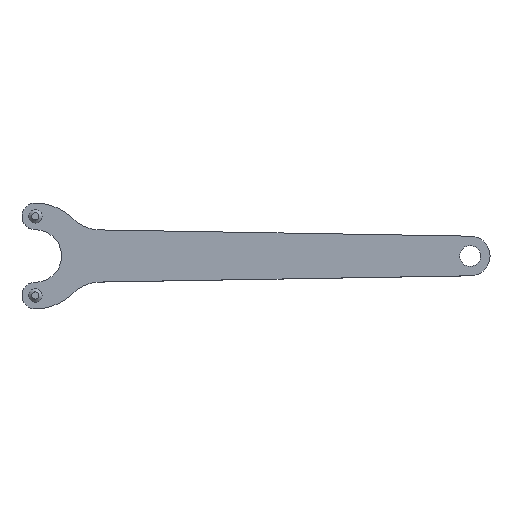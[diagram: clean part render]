
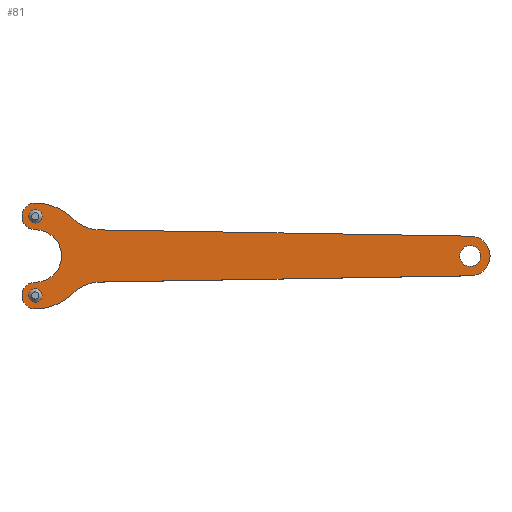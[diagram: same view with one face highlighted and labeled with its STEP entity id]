
A CAD part, top view. The second image highlights one B-rep face of the part: STEP entity #81.
In plain terms, the highlighted planar face has unit normal (0, 0, 1).
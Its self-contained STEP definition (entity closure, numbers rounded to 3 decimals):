
#81 = ADVANCED_FACE( '', ( #173, #174, #175, #176 ), #177, .T. );
#173 = FACE_BOUND( '', #280, .T. );
#174 = FACE_BOUND( '', #281, .T. );
#175 = FACE_BOUND( '', #282, .T. );
#176 = FACE_OUTER_BOUND( '', #283, .T. );
#177 = PLANE( '', #284 );
#280 = EDGE_LOOP( '', ( #417 ) );
#281 = EDGE_LOOP( '', ( #418 ) );
#282 = EDGE_LOOP( '', ( #419 ) );
#283 = EDGE_LOOP( '', ( #420, #421, #422, #423, #424, #425, #426, #427, #428, #429 ) );
#284 = AXIS2_PLACEMENT_3D( '', #430, #431, #432 );
#417 = ORIENTED_EDGE( '', *, *, #564, .F. );
#418 = ORIENTED_EDGE( '', *, *, #542, .F. );
#419 = ORIENTED_EDGE( '', *, *, #526, .F. );
#420 = ORIENTED_EDGE( '', *, *, #565, .F. );
#421 = ORIENTED_EDGE( '', *, *, #522, .F. );
#422 = ORIENTED_EDGE( '', *, *, #566, .F. );
#423 = ORIENTED_EDGE( '', *, *, #567, .F. );
#424 = ORIENTED_EDGE( '', *, *, #545, .F. );
#425 = ORIENTED_EDGE( '', *, *, #568, .F. );
#426 = ORIENTED_EDGE( '', *, *, #549, .F. );
#427 = ORIENTED_EDGE( '', *, *, #569, .F. );
#428 = ORIENTED_EDGE( '', *, *, #553, .F. );
#429 = ORIENTED_EDGE( '', *, *, #562, .F. );
#430 = CARTESIAN_POINT( '', ( 17., 17.005, 5. ) );
#431 = DIRECTION( '', ( 0., 0., 1. ) );
#432 = DIRECTION( '', ( 1., 0., 0. ) );
#522 = EDGE_CURVE( '', #592, #594, #595, .T. );
#526 = EDGE_CURVE( '', #600, #600, #601, .T. );
#542 = EDGE_CURVE( '', #628, #628, #629, .T. );
#545 = EDGE_CURVE( '', #631, #633, #634, .T. );
#549 = EDGE_CURVE( '', #637, #639, #640, .T. );
#553 = EDGE_CURVE( '', #643, #645, #646, .T. );
#562 = EDGE_CURVE( '', #657, #643, #659, .T. );
#564 = EDGE_CURVE( '', #661, #661, #662, .T. );
#565 = EDGE_CURVE( '', #594, #657, #663, .T. );
#566 = EDGE_CURVE( '', #664, #592, #665, .T. );
#567 = EDGE_CURVE( '', #633, #664, #666, .T. );
#568 = EDGE_CURVE( '', #639, #631, #667, .T. );
#569 = EDGE_CURVE( '', #645, #637, #668, .T. );
#592 = VERTEX_POINT( '', #695 );
#594 = VERTEX_POINT( '', #698 );
#595 = CIRCLE( '', #699, 13.875 );
#600 = VERTEX_POINT( '', #705 );
#601 = CIRCLE( '', #706, 2.75 );
#628 = VERTEX_POINT( '', #735 );
#629 = CIRCLE( '', #736, 1.75 );
#631 = VERTEX_POINT( '', #738 );
#633 = VERTEX_POINT( '', #741 );
#634 = CIRCLE( '', #742, 3.5 );
#637 = VERTEX_POINT( '', #746 );
#639 = VERTEX_POINT( '', #749 );
#640 = CIRCLE( '', #750, 10.17 );
#643 = VERTEX_POINT( '', #754 );
#645 = VERTEX_POINT( '', #757 );
#646 = CIRCLE( '', #758, 5.2 );
#657 = VERTEX_POINT( '', #770 );
#659 = LINE( '', #773, #774 );
#661 = VERTEX_POINT( '', #776 );
#662 = CIRCLE( '', #777, 1.75 );
#663 = CIRCLE( '', #778, 10.17 );
#664 = VERTEX_POINT( '', #779 );
#665 = CIRCLE( '', #780, 3.5 );
#666 = CIRCLE( '', #781, 6.875 );
#667 = CIRCLE( '', #782, 13.875 );
#668 = LINE( '', #783, #784 );
#695 = CARTESIAN_POINT( '', ( 0., 13.875, 5. ) );
#698 = CARTESIAN_POINT( '', ( 9.81, 9.812, 5. ) );
#699 = AXIS2_PLACEMENT_3D( '', #812, #813, #814 );
#705 = CARTESIAN_POINT( '', ( 116.75, 0.046, 5. ) );
#706 = AXIS2_PLACEMENT_3D( '', #819, #820, #821 );
#735 = CARTESIAN_POINT( '', ( 1.75, 10.404, 5. ) );
#736 = AXIS2_PLACEMENT_3D( '', #854, #855, #856 );
#738 = CARTESIAN_POINT( '', ( 0., -13.875, 5. ) );
#741 = CARTESIAN_POINT( '', ( 0., -6.875, 5. ) );
#742 = AXIS2_PLACEMENT_3D( '', #858, #859, #860 );
#746 = CARTESIAN_POINT( '', ( 16.829, -6.836, 5. ) );
#749 = CARTESIAN_POINT( '', ( 9.81, -9.812, 5. ) );
#750 = AXIS2_PLACEMENT_3D( '', #863, #864, #865 );
#754 = CARTESIAN_POINT( '', ( 114.088, 5.199, 5. ) );
#757 = CARTESIAN_POINT( '', ( 114.088, -5.199, 5. ) );
#758 = AXIS2_PLACEMENT_3D( '', #868, #869, #870 );
#770 = CARTESIAN_POINT( '', ( 16.829, 6.836, 5. ) );
#773 = CARTESIAN_POINT( '', ( 16.829, 6.836, 5. ) );
#774 = VECTOR( '', #882, 1000. );
#776 = CARTESIAN_POINT( '', ( 1.75, -10.346, 5. ) );
#777 = AXIS2_PLACEMENT_3D( '', #883, #884, #885 );
#778 = AXIS2_PLACEMENT_3D( '', #886, #887, #888 );
#779 = CARTESIAN_POINT( '', ( 0., 6.875, 5. ) );
#780 = AXIS2_PLACEMENT_3D( '', #889, #890, #891 );
#781 = AXIS2_PLACEMENT_3D( '', #892, #893, #894 );
#782 = AXIS2_PLACEMENT_3D( '', #895, #896, #897 );
#783 = CARTESIAN_POINT( '', ( 16.829, -6.836, 5. ) );
#784 = VECTOR( '', #898, 1000. );
#812 = CARTESIAN_POINT( '', ( 0., 0., 5. ) );
#813 = DIRECTION( '', ( 0., 0., -1. ) );
#814 = DIRECTION( '', ( 1., 0., 0. ) );
#819 = CARTESIAN_POINT( '', ( 114., 0., 5. ) );
#820 = DIRECTION( '', ( 0., 0., 1. ) );
#821 = DIRECTION( '', ( 1., 0.017, 0. ) );
#854 = CARTESIAN_POINT( '', ( 0., 10.375, 5. ) );
#855 = DIRECTION( '', ( 0., 0., 1. ) );
#856 = DIRECTION( '', ( 1., 0.017, 0. ) );
#858 = CARTESIAN_POINT( '', ( 0., -10.375, 5. ) );
#859 = DIRECTION( '', ( 0., 0., -1. ) );
#860 = DIRECTION( '', ( 1., 0., 0. ) );
#863 = CARTESIAN_POINT( '', ( 17., -17.005, 5. ) );
#864 = DIRECTION( '', ( 0., 0., 1. ) );
#865 = DIRECTION( '', ( 1., 0., 0. ) );
#868 = CARTESIAN_POINT( '', ( 114., 0., 5. ) );
#869 = DIRECTION( '', ( 0., 0., -1. ) );
#870 = DIRECTION( '', ( -1., 0., 0. ) );
#882 = DIRECTION( '', ( 1., -0.017, 0. ) );
#883 = CARTESIAN_POINT( '', ( 0., -10.375, 5. ) );
#884 = DIRECTION( '', ( 0., 0., 1. ) );
#885 = DIRECTION( '', ( 1., 0.017, 0. ) );
#886 = CARTESIAN_POINT( '', ( 17., 17.005, 5. ) );
#887 = DIRECTION( '', ( 0., 0., 1. ) );
#888 = DIRECTION( '', ( 1., 0., 0. ) );
#889 = CARTESIAN_POINT( '', ( 0., 10.375, 5. ) );
#890 = DIRECTION( '', ( 0., 0., -1. ) );
#891 = DIRECTION( '', ( 1., 0., 0. ) );
#892 = CARTESIAN_POINT( '', ( 0., 0., 5. ) );
#893 = DIRECTION( '', ( 0., 0., 1. ) );
#894 = DIRECTION( '', ( -1., 0., 0. ) );
#895 = CARTESIAN_POINT( '', ( 0., 0., 5. ) );
#896 = DIRECTION( '', ( 0., 0., -1. ) );
#897 = DIRECTION( '', ( 1., 0., 0. ) );
#898 = DIRECTION( '', ( -1., -0.017, 0. ) );
